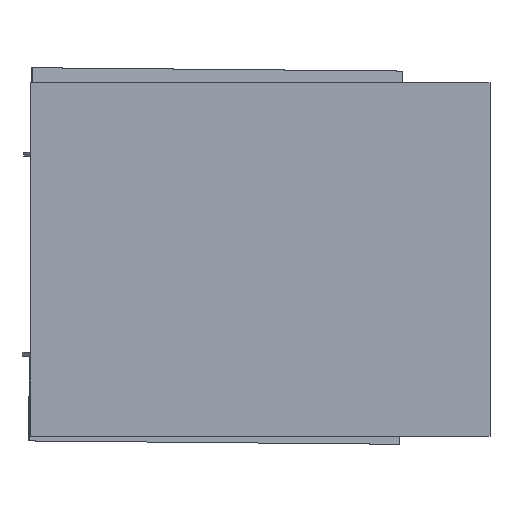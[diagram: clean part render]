
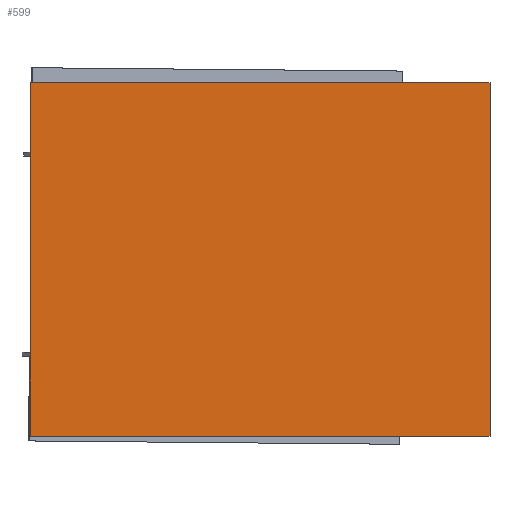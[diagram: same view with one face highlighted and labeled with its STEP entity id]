
A CAD part, front view. The second image highlights one B-rep face of the part: STEP entity #599.
In plain terms, the highlighted planar face has unit normal (0, -1, 0).
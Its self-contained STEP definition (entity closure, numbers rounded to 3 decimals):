
#44 = AXIS2_PLACEMENT_3D ( 'NONE', #626, #967, #2028 ) ;
#89 = VERTEX_POINT ( 'NONE', #2424 ) ;
#141 = LINE ( 'NONE', #4117, #2705 ) ;
#211 = VECTOR ( 'NONE', #4682, 1000. ) ;
#258 = VERTEX_POINT ( 'NONE', #1846 ) ;
#599 = ADVANCED_FACE ( 'NONE', ( #4187 ), #944, .F. ) ;
#626 = CARTESIAN_POINT ( 'NONE',  ( 0., 0., 0. ) ) ;
#728 = LINE ( 'NONE', #1539, #211 ) ;
#780 = DIRECTION ( 'NONE',  ( -1., 0., 0. ) ) ;
#803 = VECTOR ( 'NONE', #780, 1000. ) ;
#873 = DIRECTION ( 'NONE',  ( 0., 0., -1. ) ) ;
#944 = PLANE ( 'NONE',  #44 ) ;
#967 = DIRECTION ( 'NONE',  ( 0., 1., 0. ) ) ;
#1081 = ORIENTED_EDGE ( 'NONE', *, *, #4248, .F. ) ;
#1310 = ORIENTED_EDGE ( 'NONE', *, *, #4448, .T. ) ;
#1372 = ORIENTED_EDGE ( 'NONE', *, *, #3572, .F. ) ;
#1539 = CARTESIAN_POINT ( 'NONE',  ( -120., 0., 90. ) ) ;
#1600 = VERTEX_POINT ( 'NONE', #2717 ) ;
#1846 = CARTESIAN_POINT ( 'NONE',  ( -117., 0., -90. ) ) ;
#1989 = DIRECTION ( 'NONE',  ( 0., 0., 1. ) ) ;
#2028 = DIRECTION ( 'NONE',  ( 0., 0., 1. ) ) ;
#2424 = CARTESIAN_POINT ( 'NONE',  ( -117., 0., 90. ) ) ;
#2482 = LINE ( 'NONE', #2504, #803 ) ;
#2497 = VERTEX_POINT ( 'NONE', #3802 ) ;
#2504 = CARTESIAN_POINT ( 'NONE',  ( -120., 0., -90. ) ) ;
#2585 = EDGE_CURVE ( 'NONE', #89, #258, #141, .T. ) ;
#2705 = VECTOR ( 'NONE', #873, 1000. ) ;
#2717 = CARTESIAN_POINT ( 'NONE',  ( 117., 0., 90. ) ) ;
#2817 = EDGE_LOOP ( 'NONE', ( #1081, #1310, #1372, #3736 ) ) ;
#3572 = EDGE_CURVE ( 'NONE', #89, #1600, #728, .T. ) ;
#3736 = ORIENTED_EDGE ( 'NONE', *, *, #2585, .T. ) ;
#3802 = CARTESIAN_POINT ( 'NONE',  ( 117., 0., -90. ) ) ;
#3975 = VECTOR ( 'NONE', #1989, 1000. ) ;
#4117 = CARTESIAN_POINT ( 'NONE',  ( -117., 0., 0. ) ) ;
#4187 = FACE_OUTER_BOUND ( 'NONE', #2817, .T. ) ;
#4248 = EDGE_CURVE ( 'NONE', #2497, #258, #2482, .T. ) ;
#4262 = LINE ( 'NONE', #4571, #3975 ) ;
#4448 = EDGE_CURVE ( 'NONE', #2497, #1600, #4262, .T. ) ;
#4571 = CARTESIAN_POINT ( 'NONE',  ( 117., 0., 0. ) ) ;
#4682 = DIRECTION ( 'NONE',  ( 1., 0., 0. ) ) ;
